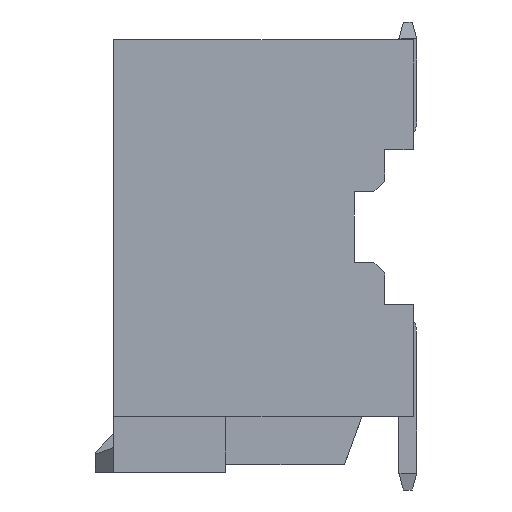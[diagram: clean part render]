
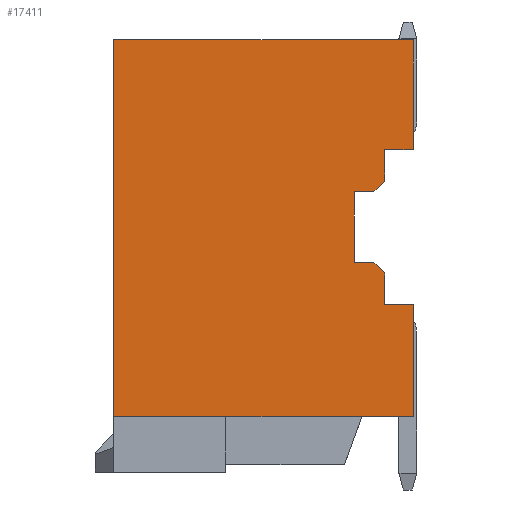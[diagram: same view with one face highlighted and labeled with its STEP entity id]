
A CAD part, left-side view. The second image highlights one B-rep face of the part: STEP entity #17411.
In plain terms, the highlighted planar face has unit normal (-1, 0, 0).
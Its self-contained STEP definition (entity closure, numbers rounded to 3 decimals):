
#4003=DIRECTION('',(0.,0.,1.));
#4004=VECTOR('',#4003,3.14);
#4005=CARTESIAN_POINT('',(-15.8,-10.9,-5.255));
#4006=LINE('',#4005,#4004);
#4015=DIRECTION('',(0.,0.,1.));
#4016=VECTOR('',#4015,3.07);
#4017=CARTESIAN_POINT('',(-15.8,-10.9,2.225));
#4018=LINE('',#4017,#4016);
#4023=DIRECTION('',(0.,-1.,0.));
#4024=VECTOR('',#4023,8.38);
#4025=CARTESIAN_POINT('',(-15.8,-2.52,-5.255));
#4026=LINE('',#4025,#4024);
#4027=DIRECTION('',(0.,0.,1.));
#4028=VECTOR('',#4027,10.55);
#4029=CARTESIAN_POINT('',(-15.8,-2.52,-5.255));
#4030=LINE('',#4029,#4028);
#4031=DIRECTION('',(0.,1.,0.));
#4032=VECTOR('',#4031,0.8);
#4033=CARTESIAN_POINT('',(-15.8,-10.9,2.225));
#4034=LINE('',#4033,#4032);
#4035=DIRECTION('',(0.,0.,1.));
#4036=VECTOR('',#4035,0.885);
#4037=CARTESIAN_POINT('',(-15.8,-10.1,1.34));
#4038=LINE('',#4037,#4036);
#4039=DIRECTION('',(0.,-0.707,0.707));
#4040=VECTOR('',#4039,0.424);
#4041=CARTESIAN_POINT('',(-15.8,-9.8,1.04));
#4042=LINE('',#4041,#4040);
#4043=DIRECTION('',(0.,-1.,0.));
#4044=VECTOR('',#4043,0.55);
#4045=CARTESIAN_POINT('',(-15.8,-9.25,1.04));
#4046=LINE('',#4045,#4044);
#4047=DIRECTION('',(0.,0.,1.));
#4048=VECTOR('',#4047,1.97);
#4049=CARTESIAN_POINT('',(-15.8,-9.25,-0.93));
#4050=LINE('',#4049,#4048);
#4051=DIRECTION('',(0.,1.,0.));
#4052=VECTOR('',#4051,0.55);
#4053=CARTESIAN_POINT('',(-15.8,-9.8,-0.93));
#4054=LINE('',#4053,#4052);
#4055=DIRECTION('',(0.,0.707,0.707));
#4056=VECTOR('',#4055,0.424);
#4057=CARTESIAN_POINT('',(-15.8,-10.1,-1.23));
#4058=LINE('',#4057,#4056);
#4059=DIRECTION('',(0.,0.,1.));
#4060=VECTOR('',#4059,0.885);
#4061=CARTESIAN_POINT('',(-15.8,-10.1,-2.115));
#4062=LINE('',#4061,#4060);
#4063=DIRECTION('',(0.,1.,0.));
#4064=VECTOR('',#4063,0.8);
#4065=CARTESIAN_POINT('',(-15.8,-10.9,-2.115));
#4066=LINE('',#4065,#4064);
#4911=DIRECTION('',(0.,-1.,0.));
#4912=VECTOR('',#4911,8.38);
#4913=CARTESIAN_POINT('',(-15.8,-2.52,5.295));
#4914=LINE('',#4913,#4912);
#9769=CARTESIAN_POINT('',(-15.8,-2.52,5.295));
#9770=CARTESIAN_POINT('',(-15.8,-10.9,5.295));
#9771=VERTEX_POINT('',#9769);
#9772=VERTEX_POINT('',#9770);
#9801=CARTESIAN_POINT('',(-15.8,-10.9,-2.115));
#9802=CARTESIAN_POINT('',(-15.8,-10.1,-2.115));
#9803=VERTEX_POINT('',#9801);
#9804=VERTEX_POINT('',#9802);
#9805=CARTESIAN_POINT('',(-15.8,-10.1,-1.23));
#9806=VERTEX_POINT('',#9805);
#9807=CARTESIAN_POINT('',(-15.8,-9.8,-0.93));
#9808=VERTEX_POINT('',#9807);
#9809=CARTESIAN_POINT('',(-15.8,-9.25,-0.93));
#9810=VERTEX_POINT('',#9809);
#9811=CARTESIAN_POINT('',(-15.8,-9.25,1.04));
#9812=VERTEX_POINT('',#9811);
#9813=CARTESIAN_POINT('',(-15.8,-9.8,1.04));
#9814=VERTEX_POINT('',#9813);
#9815=CARTESIAN_POINT('',(-15.8,-10.1,1.34));
#9816=VERTEX_POINT('',#9815);
#9817=CARTESIAN_POINT('',(-15.8,-10.1,2.225));
#9818=VERTEX_POINT('',#9817);
#9819=CARTESIAN_POINT('',(-15.8,-10.9,2.225));
#9820=VERTEX_POINT('',#9819);
#9857=CARTESIAN_POINT('',(-15.8,-2.52,-5.255));
#9858=CARTESIAN_POINT('',(-15.8,-10.9,-5.255));
#9859=VERTEX_POINT('',#9857);
#9860=VERTEX_POINT('',#9858);
#17380=CARTESIAN_POINT('',(-15.8,-2.52,-6.805));
#17381=DIRECTION('',(-1.,0.,0.));
#17382=DIRECTION('',(0.,-1.,0.));
#17383=AXIS2_PLACEMENT_3D('',#17380,#17381,#17382);
#17384=PLANE('',#17383);
#17385=ORIENTED_EDGE('',*,*,#17317,.F.);
#17387=ORIENTED_EDGE('',*,*,#17386,.T.);
#17389=ORIENTED_EDGE('',*,*,#17388,.T.);
#17390=ORIENTED_EDGE('',*,*,#17359,.F.);
#17392=ORIENTED_EDGE('',*,*,#17391,.T.);
#17394=ORIENTED_EDGE('',*,*,#17393,.F.);
#17396=ORIENTED_EDGE('',*,*,#17395,.F.);
#17398=ORIENTED_EDGE('',*,*,#17397,.F.);
#17400=ORIENTED_EDGE('',*,*,#17399,.F.);
#17402=ORIENTED_EDGE('',*,*,#17401,.F.);
#17404=ORIENTED_EDGE('',*,*,#17403,.F.);
#17406=ORIENTED_EDGE('',*,*,#17405,.F.);
#17407=ORIENTED_EDGE('',*,*,#17141,.F.);
#17408=ORIENTED_EDGE('',*,*,#17330,.F.);
#17409=EDGE_LOOP('',(#17385,#17387,#17389,#17390,#17392,#17394,#17396,#17398,
#17400,#17402,#17404,#17406,#17407,#17408));
#17410=FACE_OUTER_BOUND('',#17409,.F.);
#17411=ADVANCED_FACE('',(#17410),#17384,.T.);
#17141=EDGE_CURVE('',#9803,#9804,#4066,.T.);
#17317=EDGE_CURVE('',#9859,#9860,#4026,.T.);
#17330=EDGE_CURVE('',#9860,#9803,#4006,.T.);
#17359=EDGE_CURVE('',#9820,#9772,#4018,.T.);
#17386=EDGE_CURVE('',#9859,#9771,#4030,.T.);
#17388=EDGE_CURVE('',#9771,#9772,#4914,.T.);
#17391=EDGE_CURVE('',#9820,#9818,#4034,.T.);
#17393=EDGE_CURVE('',#9816,#9818,#4038,.T.);
#17395=EDGE_CURVE('',#9814,#9816,#4042,.T.);
#17397=EDGE_CURVE('',#9812,#9814,#4046,.T.);
#17399=EDGE_CURVE('',#9810,#9812,#4050,.T.);
#17401=EDGE_CURVE('',#9808,#9810,#4054,.T.);
#17403=EDGE_CURVE('',#9806,#9808,#4058,.T.);
#17405=EDGE_CURVE('',#9804,#9806,#4062,.T.);
